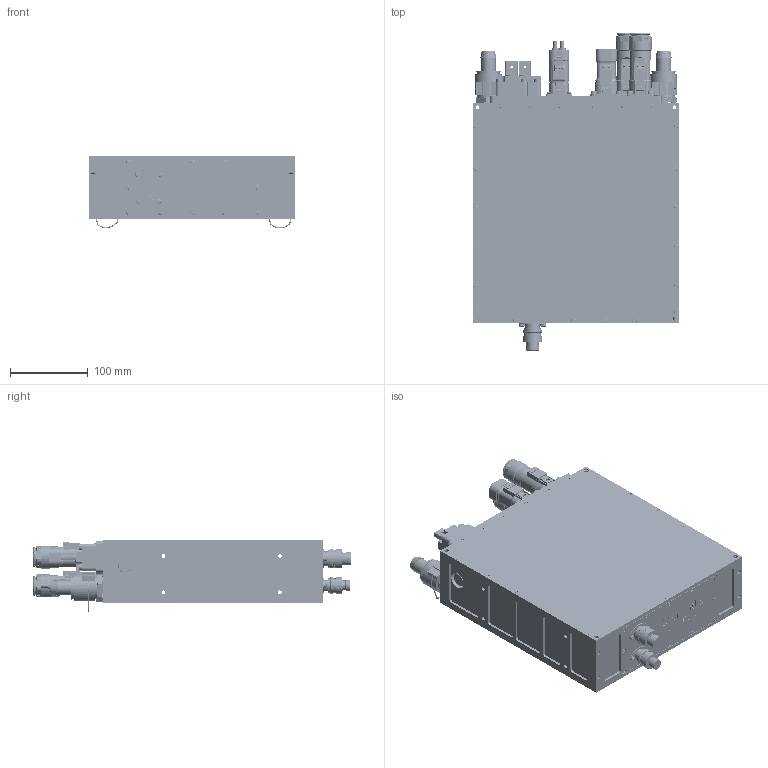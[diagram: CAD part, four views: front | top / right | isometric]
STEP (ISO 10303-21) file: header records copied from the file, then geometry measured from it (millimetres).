
FILE_DESCRIPTION (( 'STEP AP214' ), '1' );
FILE_NAME ('HVMP_BUS BARRE_PL300_PL084_PL082_V1.STEP', '2022-09-09T13:58:09', ( '' ), ( '' ), 'SwSTEP 2.0', 'SolidWorks 2019', '' );
FILE_SCHEMA (( 'AUTOMOTIVE_DESIGN' ));
Length unit declared in the file: millimetre
Products named in the file (13): AMPHENOL_PL182X-61_Plug_PL182Y_61_10; SOURIAU_8STA61235SN; HVMP_BUS BARRE_PL300_PL084_PL082_V1; pl184x-41-c3d; PL_082; HVMP; pl18x-301-c3d; BUS BARRE; PL_300; PL_084; SOURIAU_8STA61035PN; Support connecteurs_SUPPORT GAUCHE; schellen-shop_NQ-PS3 Steckverbindung NW 16 - 0° - EPDM
Assembly tree (16 placements, depth 2):
  HVMP_BUS BARRE_PL300_PL084_PL082_V1
    HVMP
    schellen-shop_NQ-PS3 Steckverbindung NW 16 - 0° - EPDM  x2
    SOURIAU_8STA61035PN
    SOURIAU_8STA61235SN
    Support connecteurs_SUPPORT GAUCHE
    BUS BARRE  x2
    PL_082
    PL_084
    PL_300  x2
    pl18x-301-c3d  x2
    pl184x-41-c3d
    AMPHENOL_PL182X-61_Plug_PL182Y_61_10
Bounding box: 266 x 409.04 x 93.82 mm (x, y, z)
Volume: 332311.1 mm3; surface area: 544695.8 mm2
Topology: 12 solids, 212 shells, 5125 faces, 17363 edges, 12468 vertices
Faces by surface type: plane 2673, cylinder 1423, bspline 602, cone 259, torus 140, sphere 28
Full cylindrical faces by diameter (mm): 1.1 x2, 1.4 x3, 1.8 x4, 1.805 x2, 2 x11, 2.7 x4, 2.79 x3, 3 x4, 3.3 x14, 3.5 x4, 3.55 x2, 3.567 x4, 3.6 x2, 3.96 x4, 4 x24, 4.1 x4, 4.2 x14, 4.3 x10, 5 x22, 5.2 x2, 5.5 x60, 5.6 x8, 5.7 x4, 5.8 x4, 6 x8, 6.2 x2, 6.5 x12, 7.3 x4, 7.7 x6, 8 x44
Entity records: 217677 total; most frequent: CARTESIAN_POINT 64559, DIRECTION 23347, ORIENTED_EDGE 22863, EDGE_CURVE 14032, VERTEX_POINT 10579, AXIS2_PLACEMENT_3D 7939, LINE 7469, VECTOR 7469
